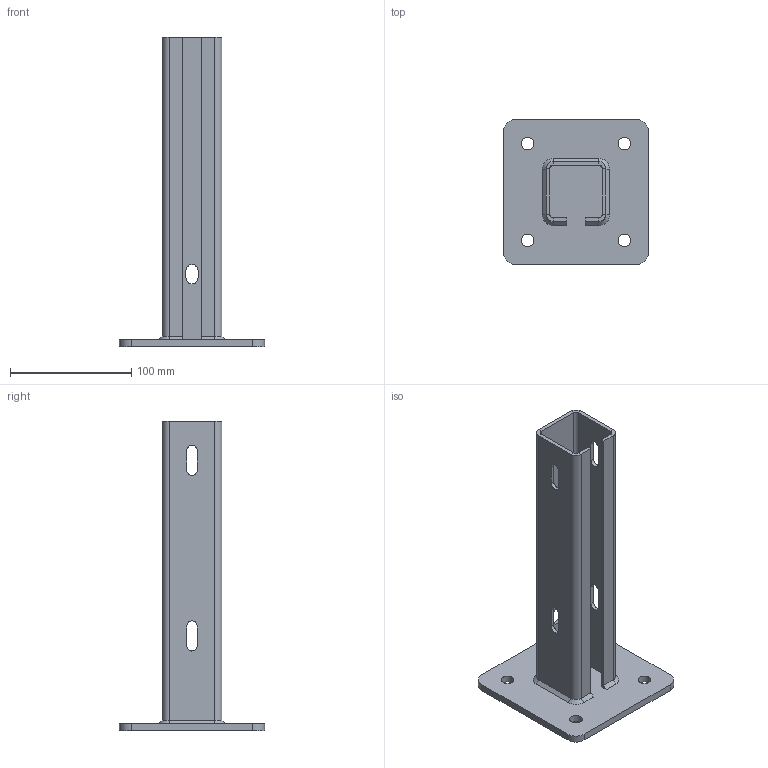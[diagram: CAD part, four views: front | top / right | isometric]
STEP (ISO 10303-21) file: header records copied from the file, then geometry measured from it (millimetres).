
FILE_DESCRIPTION(/* description */ ('Gelænderfod 60x60 0˚'),/* implementation_level */ '2;1');
FILE_NAME(/* name */ '147032.stp',/* time_stamp */ '2025-05-16T09:59:25+02:00',/* author */ ('Denmar'),/* organization */ (''),/* preprocessor_version */ 'ST-DEVELOPER v20',/* originating_system */ 'Autodesk Inventor 2024',/* authorisation */ '');
FILE_SCHEMA (('AUTOMOTIVE_DESIGN { 1 0 10303 214 3 1 1 }'));
Length unit declared in the file: millimetre
Products named in the file (4): 147032; 147032_1; 147032-1; 147032-2
Assembly tree (3 placements, depth 2):
  147032
    147032_1
    147032-1
    147032-2
Bounding box: 120 x 120 x 256 mm (x, y, z)
Volume: 204288.4 mm3; surface area: 116460.9 mm2
Topology: 3 solids, 3 shells, 93 faces, 221 edges, 134 vertices
Faces by surface type: plane 59, cylinder 30, cone 4
Full cylindrical faces by diameter (mm): 10.5 x4
Entity records: 2838 total; most frequent: DIRECTION 485, CARTESIAN_POINT 455, ORIENTED_EDGE 442, EDGE_CURVE 221, AXIS2_PLACEMENT_3D 164, LINE 157, VECTOR 157, VERTEX_POINT 134
